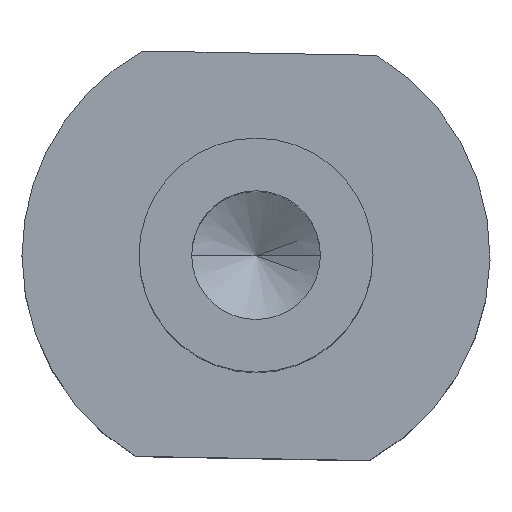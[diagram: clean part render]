
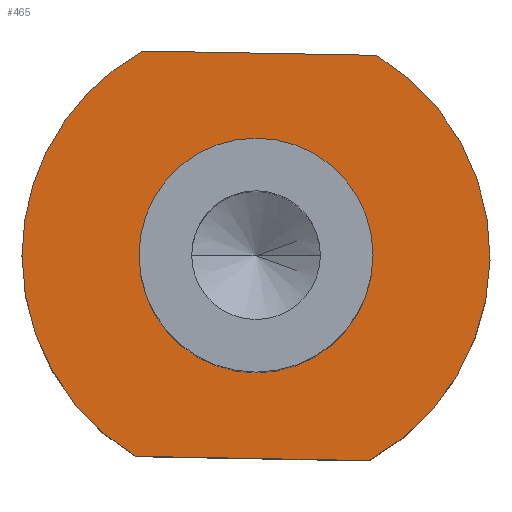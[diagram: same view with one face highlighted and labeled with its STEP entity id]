
A CAD part, top view. The second image highlights one B-rep face of the part: STEP entity #465.
In plain terms, the highlighted planar face has unit normal (0, 0, 1).
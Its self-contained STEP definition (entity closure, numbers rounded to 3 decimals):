
#8 = CARTESIAN_POINT ( 'NONE',  ( 0., 0., 21.5 ) ) ;
#12 = VERTEX_POINT ( 'NONE', #574 ) ;
#49 = AXIS2_PLACEMENT_3D ( 'NONE', #8, #741, #335 ) ;
#129 = ORIENTED_EDGE ( 'NONE', *, *, #571, .F. ) ;
#130 = AXIS2_PLACEMENT_3D ( 'NONE', #799, #2221, #413 ) ;
#234 = LINE ( 'NONE', #1150, #401 ) ;
#256 = DIRECTION ( 'NONE',  ( -1., 0.018, 0. ) ) ;
#271 = ORIENTED_EDGE ( 'NONE', *, *, #1559, .F. ) ;
#326 = ORIENTED_EDGE ( 'NONE', *, *, #2270, .F. ) ;
#335 = DIRECTION ( 'NONE',  ( 1., 0., 0. ) ) ;
#385 = VERTEX_POINT ( 'NONE', #1655 ) ;
#401 = VECTOR ( 'NONE', #256, 1000. ) ;
#413 = DIRECTION ( 'NONE',  ( 1., 0., 0. ) ) ;
#438 = EDGE_CURVE ( 'NONE', #1213, #1393, #1076, .T. ) ;
#439 = AXIS2_PLACEMENT_3D ( 'NONE', #1426, #2148, #1966 ) ;
#465 = ADVANCED_FACE ( 'NONE', ( #1612, #1644 ), #1244, .T. ) ;
#473 = CARTESIAN_POINT ( 'NONE',  ( 2.904, -5.25, 21.5 ) ) ;
#499 = EDGE_CURVE ( 'NONE', #385, #1213, #1767, .T. ) ;
#511 = CIRCLE ( 'NONE', #130, 3. ) ;
#562 = VERTEX_POINT ( 'NONE', #1121 ) ;
#571 = EDGE_CURVE ( 'NONE', #562, #12, #511, .T. ) ;
#574 = CARTESIAN_POINT ( 'NONE',  ( -3., 0., 21.5 ) ) ;
#599 = DIRECTION ( 'NONE',  ( 1., -0.018, 0. ) ) ;
#622 = CARTESIAN_POINT ( 'NONE',  ( 0., 0., 21.5 ) ) ;
#711 = CARTESIAN_POINT ( 'NONE',  ( -6., 0., 21.5 ) ) ;
#741 = DIRECTION ( 'NONE',  ( 0., 0., 1. ) ) ;
#799 = CARTESIAN_POINT ( 'NONE',  ( 0., 0., 21.5 ) ) ;
#832 = EDGE_CURVE ( 'NONE', #1004, #1144, #2265, .T. ) ;
#833 = ORIENTED_EDGE ( 'NONE', *, *, #1561, .F. ) ;
#851 = AXIS2_PLACEMENT_3D ( 'NONE', #1635, #2357, #915 ) ;
#915 = DIRECTION ( 'NONE',  ( 1., 0., 0. ) ) ;
#956 = VECTOR ( 'NONE', #599, 1000. ) ;
#1004 = VERTEX_POINT ( 'NONE', #473 ) ;
#1076 = CIRCLE ( 'NONE', #851, 6. ) ;
#1121 = CARTESIAN_POINT ( 'NONE',  ( 3., 0., 21.5 ) ) ;
#1144 = VERTEX_POINT ( 'NONE', #1775 ) ;
#1150 = CARTESIAN_POINT ( 'NONE',  ( -0.095, -5.195, 21.5 ) ) ;
#1213 = VERTEX_POINT ( 'NONE', #711 ) ;
#1244 = PLANE ( 'NONE',  #49 ) ;
#1332 = ORIENTED_EDGE ( 'NONE', *, *, #438, .T. ) ;
#1393 = VERTEX_POINT ( 'NONE', #1990 ) ;
#1426 = CARTESIAN_POINT ( 'NONE',  ( 0., 0., 21.5 ) ) ;
#1476 = DIRECTION ( 'NONE',  ( 1., 0., 0. ) ) ;
#1559 = EDGE_CURVE ( 'NONE', #1004, #1393, #234, .T. ) ;
#1561 = EDGE_CURVE ( 'NONE', #12, #562, #1652, .T. ) ;
#1582 = ORIENTED_EDGE ( 'NONE', *, *, #499, .T. ) ;
#1612 = FACE_OUTER_BOUND ( 'NONE', #1929, .T. ) ;
#1635 = CARTESIAN_POINT ( 'NONE',  ( 0., 0., 21.5 ) ) ;
#1644 = FACE_BOUND ( 'NONE', #1716, .T. ) ;
#1649 = LINE ( 'NONE', #2217, #956 ) ;
#1651 = CARTESIAN_POINT ( 'NONE',  ( 0., 0., 21.5 ) ) ;
#1652 = CIRCLE ( 'NONE', #2262, 3. ) ;
#1655 = CARTESIAN_POINT ( 'NONE',  ( -2.904, 5.25, 21.5 ) ) ;
#1716 = EDGE_LOOP ( 'NONE', ( #833, #129 ) ) ;
#1767 = CIRCLE ( 'NONE', #2180, 6. ) ;
#1775 = CARTESIAN_POINT ( 'NONE',  ( 3.095, 5.14, 21.5 ) ) ;
#1785 = ORIENTED_EDGE ( 'NONE', *, *, #832, .T. ) ;
#1929 = EDGE_LOOP ( 'NONE', ( #1785, #326, #1582, #1332, #271 ) ) ;
#1966 = DIRECTION ( 'NONE',  ( 1., 0., 0. ) ) ;
#1990 = CARTESIAN_POINT ( 'NONE',  ( -3.095, -5.14, 21.5 ) ) ;
#2032 = DIRECTION ( 'NONE',  ( 0., 0., 1. ) ) ;
#2148 = DIRECTION ( 'NONE',  ( 0., 0., 1. ) ) ;
#2180 = AXIS2_PLACEMENT_3D ( 'NONE', #1651, #2032, #1476 ) ;
#2217 = CARTESIAN_POINT ( 'NONE',  ( 0.095, 5.195, 21.5 ) ) ;
#2221 = DIRECTION ( 'NONE',  ( 0., 0., 1. ) ) ;
#2254 = DIRECTION ( 'NONE',  ( 1., 0., 0. ) ) ;
#2262 = AXIS2_PLACEMENT_3D ( 'NONE', #622, #2266, #2254 ) ;
#2265 = CIRCLE ( 'NONE', #439, 6. ) ;
#2266 = DIRECTION ( 'NONE',  ( 0., 0., 1. ) ) ;
#2270 = EDGE_CURVE ( 'NONE', #385, #1144, #1649, .T. ) ;
#2357 = DIRECTION ( 'NONE',  ( 0., 0., 1. ) ) ;
